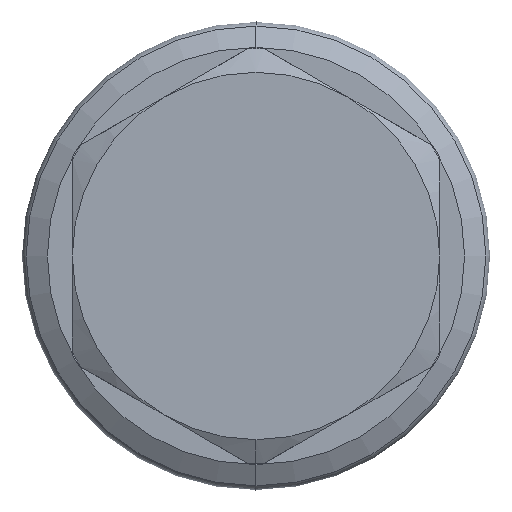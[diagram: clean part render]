
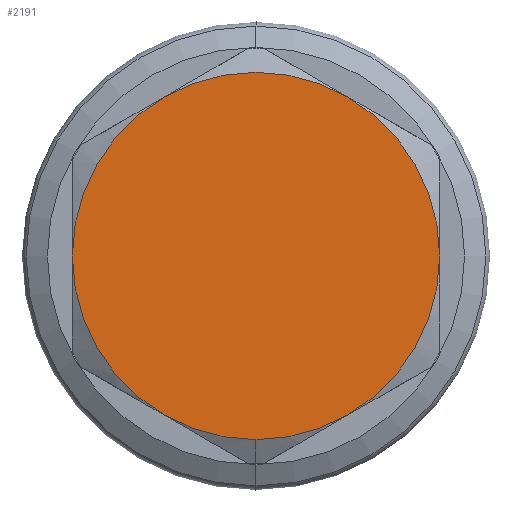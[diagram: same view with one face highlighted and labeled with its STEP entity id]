
A CAD part, left-side view. The second image highlights one B-rep face of the part: STEP entity #2191.
In plain terms, the highlighted planar face has unit normal (-1, 0, 0).
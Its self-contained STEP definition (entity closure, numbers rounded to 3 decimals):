
#331 = ORIENTED_EDGE ( 'NONE', *, *, #4329, .T. ) ;
#337 = ORIENTED_EDGE ( 'NONE', *, *, #5216, .T. ) ;
#348 = ORIENTED_EDGE ( 'NONE', *, *, #4260, .T. ) ;
#349 = ORIENTED_EDGE ( 'NONE', *, *, #5218, .T. ) ;
#355 = ORIENTED_EDGE ( 'NONE', *, *, #5206, .T. ) ;
#356 = ORIENTED_EDGE ( 'NONE', *, *, #4272, .T. ) ;
#597 = FACE_OUTER_BOUND ( 'NONE', #734, .T. ) ;
#734 = EDGE_LOOP ( 'NONE', ( #356, #355, #3279, #349, #348, #337, #331 ) ) ;
#1003 = DIRECTION ( 'NONE',  ( 0., 0., 1. ) ) ;
#1004 = DIRECTION ( 'NONE',  ( -1., 0., 0. ) ) ;
#1015 = CARTESIAN_POINT ( 'NONE',  ( -4.245, 27.117, 0. ) ) ;
#1097 = DIRECTION ( 'NONE',  ( 0., 0., 1. ) ) ;
#1444 = DIRECTION ( 'NONE',  ( 0., 0., 1. ) ) ;
#1493 = VERTEX_POINT ( 'NONE', #2968 ) ;
#1500 = VERTEX_POINT ( 'NONE', #2964 ) ;
#1519 = VERTEX_POINT ( 'NONE', #2946 ) ;
#1678 = VERTEX_POINT ( 'NONE', #3877 ) ;
#1713 = VERTEX_POINT ( 'NONE', #4316 ) ;
#1731 = VERTEX_POINT ( 'NONE', #4248 ) ;
#1789 = CARTESIAN_POINT ( 'NONE',  ( -4.245, 11.267, 0. ) ) ;
#1830 = DIRECTION ( 'NONE',  ( -1., 0., 0. ) ) ;
#1911 = CARTESIAN_POINT ( 'NONE',  ( -4.245, 27.117, 0. ) ) ;
#1975 = CARTESIAN_POINT ( 'NONE',  ( -4.245, 27.117, 0. ) ) ;
#2191 = ADVANCED_FACE ( 'NONE', ( #597 ), #2335, .F. ) ;
#2302 = DIRECTION ( 'NONE',  ( 0., 0., -1. ) ) ;
#2305 = DIRECTION ( 'NONE',  ( 1., 0., 0. ) ) ;
#2335 = PLANE ( 'NONE',  #7514 ) ;
#2340 = CARTESIAN_POINT ( 'NONE',  ( -4.245, 11.267, -9.151 ) ) ;
#2898 = DIRECTION ( 'NONE',  ( -1., 0., 0. ) ) ;
#2946 = CARTESIAN_POINT ( 'NONE',  ( -4.245, 19.192, -13.727 ) ) ;
#2964 = CARTESIAN_POINT ( 'NONE',  ( -4.245, 19.192, 13.727 ) ) ;
#2968 = CARTESIAN_POINT ( 'NONE',  ( -4.245, 42.967, 0. ) ) ;
#3064 = VERTEX_POINT ( 'NONE', #1789 ) ;
#3279 = ORIENTED_EDGE ( 'NONE', *, *, #7608, .T. ) ;
#3877 = CARTESIAN_POINT ( 'NONE',  ( -4.245, 35.042, -13.727 ) ) ;
#3939 = CIRCLE ( 'NONE', #5509, 15.85 ) ;
#4007 = CIRCLE ( 'NONE', #5482, 15.85 ) ;
#4014 = CIRCLE ( 'NONE', #5500, 15.85 ) ;
#4028 = CIRCLE ( 'NONE', #5466, 15.85 ) ;
#4102 = CIRCLE ( 'NONE', #7551, 15.85 ) ;
#4248 = CARTESIAN_POINT ( 'NONE',  ( -4.245, 27.117, -15.85 ) ) ;
#4260 = EDGE_CURVE ( 'NONE', #3064, #1500, #4436, .T. ) ;
#4272 = EDGE_CURVE ( 'NONE', #1493, #1678, #4489, .T. ) ;
#4316 = CARTESIAN_POINT ( 'NONE',  ( -4.245, 35.042, 13.727 ) ) ;
#4329 = EDGE_CURVE ( 'NONE', #1713, #1493, #4102, .T. ) ;
#4436 = CIRCLE ( 'NONE', #7456, 15.85 ) ;
#4489 = CIRCLE ( 'NONE', #7498, 15.85 ) ;
#5206 = EDGE_CURVE ( 'NONE', #1678, #1731, #4028, .T. ) ;
#5216 = EDGE_CURVE ( 'NONE', #1500, #1713, #4014, .T. ) ;
#5218 = EDGE_CURVE ( 'NONE', #1519, #3064, #4007, .T. ) ;
#5466 = AXIS2_PLACEMENT_3D ( 'NONE', #6334, #6335, #6336 ) ;
#5482 = AXIS2_PLACEMENT_3D ( 'NONE', #6365, #6366, #6367 ) ;
#5500 = AXIS2_PLACEMENT_3D ( 'NONE', #6357, #6358, #6359 ) ;
#5509 = AXIS2_PLACEMENT_3D ( 'NONE', #6898, #6899, #6900 ) ;
#6334 = CARTESIAN_POINT ( 'NONE',  ( -4.245, 27.117, 0. ) ) ;
#6335 = DIRECTION ( 'NONE',  ( -1., 0., 0. ) ) ;
#6336 = DIRECTION ( 'NONE',  ( 0., 0., 1. ) ) ;
#6357 = CARTESIAN_POINT ( 'NONE',  ( -4.245, 27.117, 0. ) ) ;
#6358 = DIRECTION ( 'NONE',  ( -1., 0., 0. ) ) ;
#6359 = DIRECTION ( 'NONE',  ( 0., 0., 1. ) ) ;
#6365 = CARTESIAN_POINT ( 'NONE',  ( -4.245, 27.117, 0. ) ) ;
#6366 = DIRECTION ( 'NONE',  ( -1., 0., 0. ) ) ;
#6367 = DIRECTION ( 'NONE',  ( 0., 0., 1. ) ) ;
#6898 = CARTESIAN_POINT ( 'NONE',  ( -4.245, 27.117, 0. ) ) ;
#6899 = DIRECTION ( 'NONE',  ( -1., 0., 0. ) ) ;
#6900 = DIRECTION ( 'NONE',  ( 0., 0., 1. ) ) ;
#7456 = AXIS2_PLACEMENT_3D ( 'NONE', #1911, #1830, #1444 ) ;
#7498 = AXIS2_PLACEMENT_3D ( 'NONE', #1975, #2898, #1097 ) ;
#7514 = AXIS2_PLACEMENT_3D ( 'NONE', #2340, #2305, #2302 ) ;
#7551 = AXIS2_PLACEMENT_3D ( 'NONE', #1015, #1004, #1003 ) ;
#7608 = EDGE_CURVE ( 'NONE', #1731, #1519, #3939, .T. ) ;
